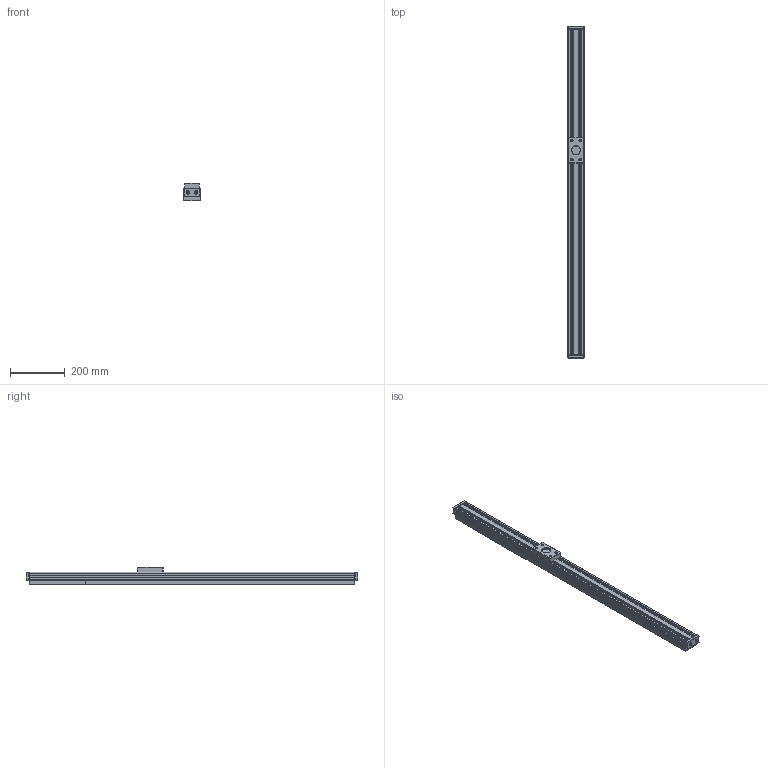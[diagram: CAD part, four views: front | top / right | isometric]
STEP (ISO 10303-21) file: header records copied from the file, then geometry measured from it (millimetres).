
FILE_DESCRIPTION(/* description */ (''),/* implementation_level */ '2;1');
FILE_NAME(/* name */ 'SVAC12151NN10.stp',/* time_stamp */ '2024-03-07T08:30:49+01:00',/* author */ ('enginyeria2'),/* organization */ (''),/* preprocessor_version */ 'ST-DEVELOPER v20',/* originating_system */ 'Autodesk Inventor 2024',/* authorisation */ '');
FILE_SCHEMA (('AUTOMOTIVE_DESIGN { 1 0 10303 214 3 1 1 }'));
Length unit declared in the file: centimetre
Products named in the file (10): Ensamblaje2; MTPZ131223A; PCSVAC101C10; espuma20; PCMTPZ101023APL12; ISO 10642 - M6 x  20; PCLVAC6JNT; espuma20_1; Placa vacío externo; DIN 912 - M5 x 12
Assembly tree (17 placements, depth 3):
  Ensamblaje2
    MTPZ131223A
      PCSVAC101C10
      espuma20
      PCMTPZ101023APL12  x2
      ISO 10642 - M6 x  20  x4
      PCLVAC6JNT  x2
      espuma20_1
      Placa vacío externo
      DIN 912 - M5 x 12  x4
Bounding box: 60 x 1209 x 63 mm (x, y, z)
Volume: 2765735.4 mm3; surface area: 606452.2 mm2
Topology: 16 solids, 16 shells, 501 faces, 1191 edges, 779 vertices
Faces by surface type: plane 256, cylinder 200, cone 25, sphere 12, torus 8
Full cylindrical faces by diameter (mm): 1 x47, 5 x4, 6 x4, 6.5 x4, 7 x4, 8.5 x4, 9 x4, 11.34 x4, 30.291 x1
Entity records: 10530 total; most frequent: DIRECTION 1884, CARTESIAN_POINT 1759, ORIENTED_EDGE 1632, EDGE_CURVE 816, AXIS2_PLACEMENT_3D 704, VERTEX_POINT 536, LINE 476, VECTOR 476
